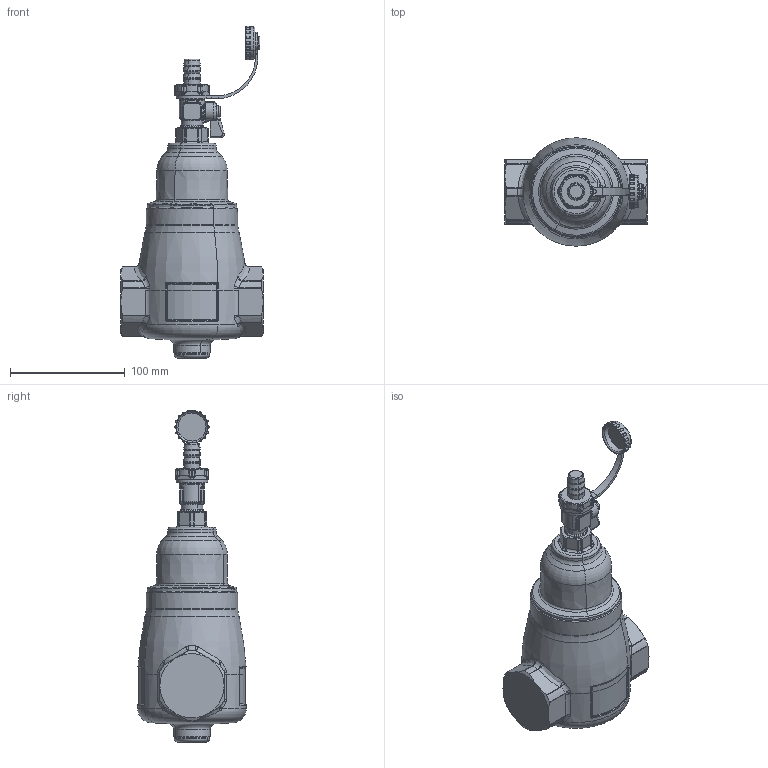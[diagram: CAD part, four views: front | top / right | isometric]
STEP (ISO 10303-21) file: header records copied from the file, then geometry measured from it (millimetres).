
FILE_DESCRIPTION(('CATIA V5 STEP Exchange','CAx-IF Rec.Pracs.--- Model Styling and Organization---1.5--- 2016-08-15','CAx-IF Rec.Pracs.---Supplemental Geometry---1.0---2011-11-01','CAx-IF Rec.Pracs.--- Composite Materials ---3.4---2017-06-13','CAx-IF Rec.Pracs.---Tessellated 3D Geometry---1.0---2015-12-17'),'2;1');
FILE_NAME('STEP_546207_-_TST.stp','2025-07-23T11:41:01+00:00',('none'),('none'),'CATIA Version 5-6 Release 2020 SP5','CATIA V5 STEP AP242 v2','none');
FILE_SCHEMA(('AP242_MANAGED_MODEL_BASED_3D_ENGINEERING_MIM_LF {1 0 10303 442 1 1 4}'));
Length unit declared in the file: millimetre
Products named in the file (1): 546207 - TST
Bounding box: 124 x 94.4 x 289.3 mm (x, y, z)
Volume: 1016215.8 mm3; surface area: 71922.6 mm2
Topology: 1 solids, 3 shells, 1307 faces, 3147 edges, 1756 vertices
Faces by surface type: bspline 448, cylinder 322, torus 198, cone 140, plane 138, sphere 55, revolution 6
Entity records: 60097 total; most frequent: CARTESIAN_POINT 35411, ORIENTED_EDGE 6104, EDGE_CURVE 3052, DIRECTION 2755, VERTEX_POINT 1756, AXIS2_PLACEMENT_3D 1586, B_SPLINE_CURVE_WITH_KNOTS 1527, EDGE_LOOP 1326
